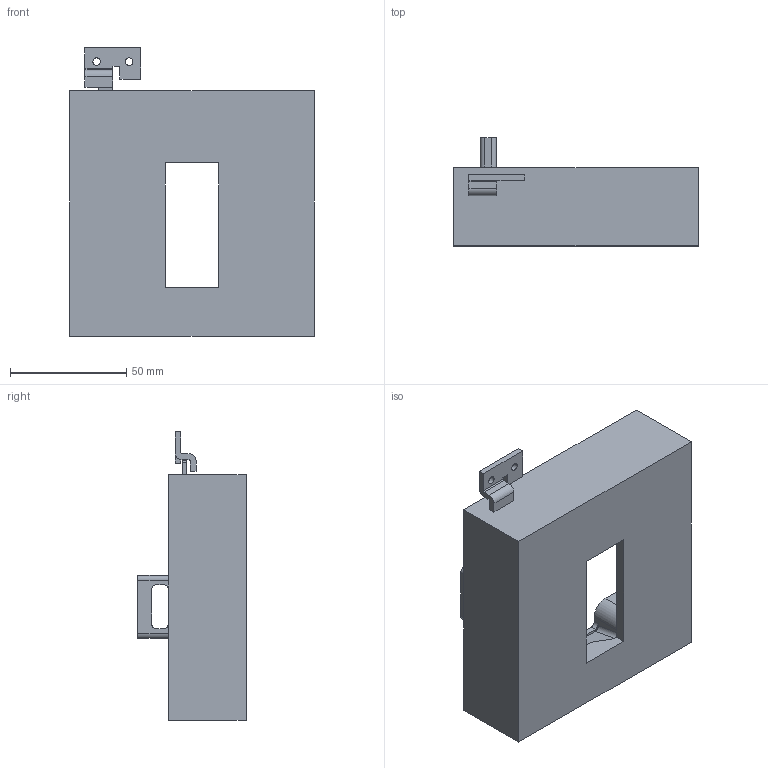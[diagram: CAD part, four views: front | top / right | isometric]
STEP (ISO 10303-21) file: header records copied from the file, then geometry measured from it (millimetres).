
FILE_DESCRIPTION(('CATIA V5 STEP Exchange'),'2;1');
FILE_NAME('1SDH001294R0142_1PA_001_00_A3_3p_FLD.stp','2014-12-04T15:44:04+00:00',('none'),('none'),'CATIA Version 5 Release 20 SP 1 (IN-10)','CATIA V5 STEP AP214','none');
FILE_SCHEMA(('AUTOMOTIVE_DESIGN { 1 0 10303 214 1 1 1 1 }'));
Length unit declared in the file: millimetre
Products named in the file (1): 1SDH001294R0142_1PA_001_00_A3_3p_FLD
Bounding box: 105 x 46.5 x 124 mm (x, y, z)
Volume: 216355.8 mm3; surface area: 44141.2 mm2
Topology: 2 solids, 2 shells, 115 faces, 308 edges, 191 vertices
Faces by surface type: plane 55, cylinder 43, bspline 12, torus 3, sphere 2
Entity records: 4468 total; most frequent: CARTESIAN_POINT 1431, ORIENTED_EDGE 602, DIRECTION 456, EDGE_CURVE 301, VERTEX_POINT 191, VECTOR 190, LINE 190, AXIS2_PLACEMENT_3D 169
